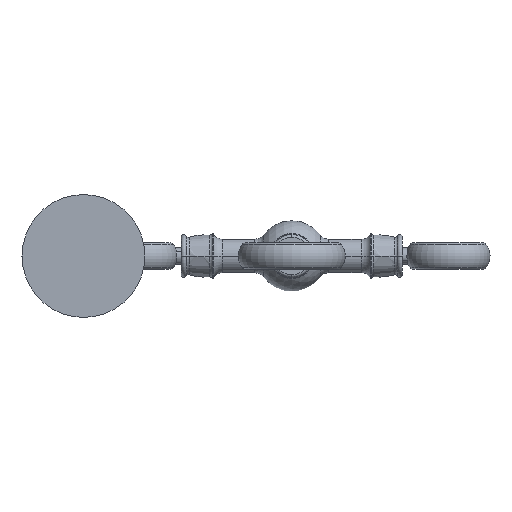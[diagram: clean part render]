
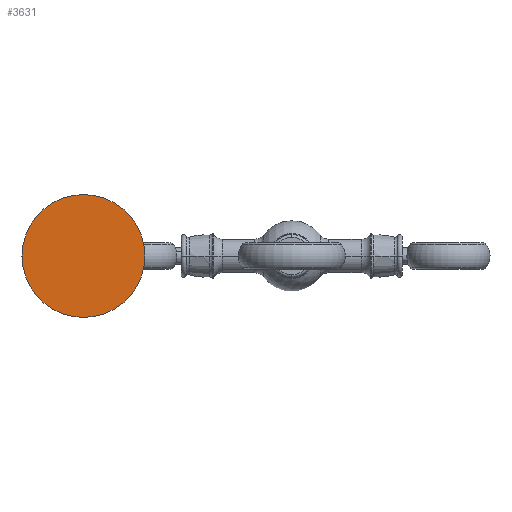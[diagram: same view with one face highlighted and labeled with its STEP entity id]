
A CAD part, left-side view. The second image highlights one B-rep face of the part: STEP entity #3631.
In plain terms, the highlighted planar face has unit normal (-1, 0, 0).
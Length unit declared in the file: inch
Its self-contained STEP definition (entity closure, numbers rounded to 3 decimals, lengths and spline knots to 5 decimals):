
#3568=CARTESIAN_POINT('',(-7.403,4.,0.));
#3569=DIRECTION('',(1.,0.,0.));
#3570=DIRECTION('',(0.,1.,0.));
#3571=AXIS2_PLACEMENT_3D('',#3568,#3569,#3570);
#3573=CARTESIAN_POINT('',(-7.403,4.,0.));
#3574=DIRECTION('',(-1.,0.,0.));
#3575=DIRECTION('',(0.,1.,0.));
#3576=AXIS2_PLACEMENT_3D('',#3573,#3574,#3575);
#3608=CARTESIAN_POINT('',(-7.403,5.18,0.));
#3610=VERTEX_POINT('',#3608);
#3614=CARTESIAN_POINT('',(-7.403,2.82,0.));
#3616=VERTEX_POINT('',#3614);
#3620=CARTESIAN_POINT('',(-7.403,4.,0.));
#3621=DIRECTION('',(-1.,0.,0.));
#3622=DIRECTION('',(0.,-1.,0.));
#3623=AXIS2_PLACEMENT_3D('',#3620,#3621,#3622);
#3624=PLANE('',#3623);
#3626=ORIENTED_EDGE('',*,*,#3625,.T.);
#3628=ORIENTED_EDGE('',*,*,#3627,.F.);
#3629=EDGE_LOOP('',(#3626,#3628));
#3630=FACE_OUTER_BOUND('',#3629,.F.);
#3631=ADVANCED_FACE('',(#3630),#3624,.T.);
#3572=CIRCLE('',#3571,1.18);
#3577=CIRCLE('',#3576,1.18);
#3625=EDGE_CURVE('',#3610,#3616,#3572,.T.);
#3627=EDGE_CURVE('',#3610,#3616,#3577,.T.);
